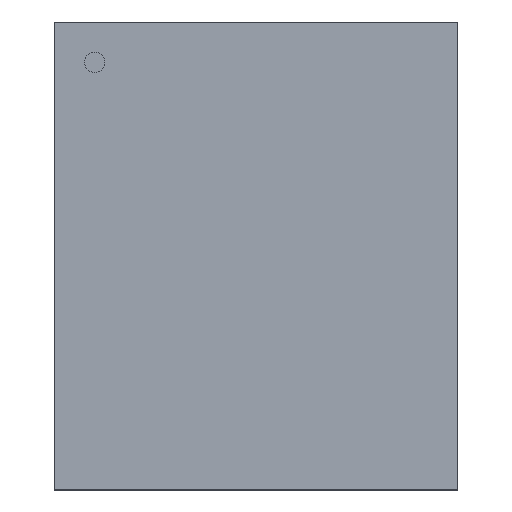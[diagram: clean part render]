
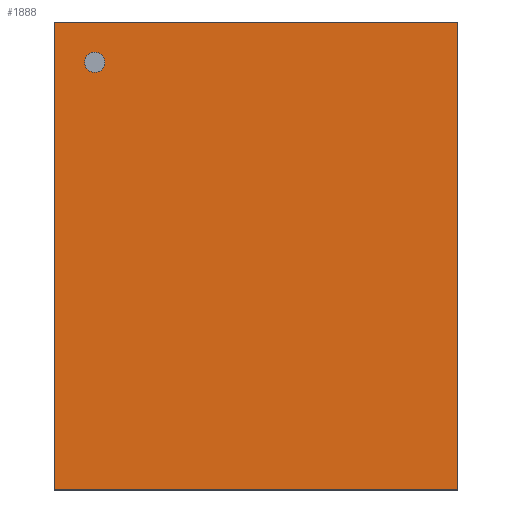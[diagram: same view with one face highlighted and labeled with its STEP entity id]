
A CAD part, top view. The second image highlights one B-rep face of the part: STEP entity #1888.
In plain terms, the highlighted planar face has unit normal (0, 0, 1).
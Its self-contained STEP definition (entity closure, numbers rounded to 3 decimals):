
#1664=CARTESIAN_POINT('',(2.464,-2.858,1.27));
#1663=VERTEX_POINT('',#1664);
#1674=CARTESIAN_POINT('',(-2.464,-2.858,1.27));
#1673=VERTEX_POINT('',#1674);
#1672=EDGE_CURVE('',#1673,#1663,#1677,.T.);
#1677=LINE('',#1674,#1679);
#1679=VECTOR('',#1680,4.928);
#1680=DIRECTION('',(1.0,0.0,0.0));
#1713=CARTESIAN_POINT('',(2.464,2.858,1.27));
#1712=VERTEX_POINT('',#1713);
#1721=EDGE_CURVE('',#1663,#1712,#1726,.T.);
#1726=LINE('',#1664,#1728);
#1728=VECTOR('',#1729,5.715);
#1729=DIRECTION('',(0.0,1.0,0.0));
#1762=CARTESIAN_POINT('',(-2.464,2.858,1.27));
#1761=VERTEX_POINT('',#1762);
#1770=EDGE_CURVE('',#1712,#1761,#1775,.T.);
#1775=LINE('',#1713,#1777);
#1777=VECTOR('',#1778,4.928);
#1778=DIRECTION('',(-1.0,0.0,0.0));
#1819=EDGE_CURVE('',#1761,#1673,#1824,.T.);
#1824=LINE('',#1762,#1826);
#1826=VECTOR('',#1827,5.715);
#1827=DIRECTION('',(0.0,-1.0,0.0));
#1888=ADVANCED_FACE('',(#1894),#1889,.T.);
#1889=PLANE('',#1890);
#1890=AXIS2_PLACEMENT_3D('',#1891,#1892,#1893);
#1891=CARTESIAN_POINT('',(-2.464,-2.858,1.27));
#1892=DIRECTION('',(0.0,0.0,1.0));
#1893=DIRECTION('',(0.,1.,0.));
#1894=FACE_OUTER_BOUND('',#1895,.T.);
#1895=EDGE_LOOP('',(#1896,#1906,#1916,#1926));
#1896=ORIENTED_EDGE('',*,*,#1672,.T.);
#1906=ORIENTED_EDGE('',*,*,#1721,.T.);
#1916=ORIENTED_EDGE('',*,*,#1770,.T.);
#1926=ORIENTED_EDGE('',*,*,#1819,.T.);
